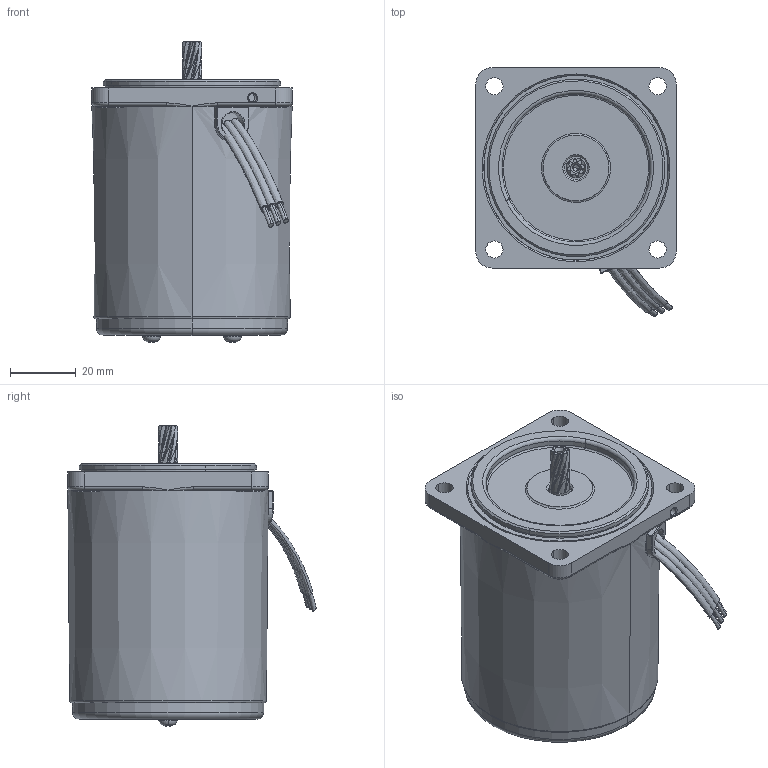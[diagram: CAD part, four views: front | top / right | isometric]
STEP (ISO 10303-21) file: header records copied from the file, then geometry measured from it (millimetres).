
FILE_DESCRIPTION (( 'STEP AP203' ), '1' );
FILE_NAME ('2RK6GN-¡¼-5C111¡¼0000Z0.STEP', '2018-01-02T02:37:45', ( '' ), ( '' ), 'SwSTEP 2.0', 'SolidWorks 2010', '' );
FILE_SCHEMA (( 'CONFIG_CONTROL_DESIGN' ));
Length unit declared in the file: millimetre
Products named in the file (8): C254_Default; 彈簧壓板M2φ32x1t_Default; 2RK6GN-〖-5C111〖0000Z0; M206-RK_Default; 06GN_0成品; 線扣; 出口線-3條; 丸頭十字螺絲M3x6_B18.6.7M - M3 x 0.5 x 8 Type I Cross Recessed PHMS --8C
Assembly tree (8 placements, depth 2):
  2RK6GN-〖-5C111〖0000Z0
    06GN_0成品
    線扣
    M206-RK_Default
    丸頭十字螺絲M3x6_B18.6.7M - M3 x 0.5 x 8 Type I Cross Recessed PHMS --8C  x2
    彈簧壓板M2φ32x1t_Default
    出口線-3條
    C254_Default
Bounding box: 60.8 x 75.35 x 91.16 mm (x, y, z)
Volume: 218756.7 mm3; surface area: 31995.9 mm2
Topology: 10 solids, 10 shells, 378 faces, 934 edges, 581 vertices
Faces by surface type: cylinder 108, plane 98, bspline 92, torus 46, cone 26, sphere 8
Entity records: 15016 total; most frequent: CARTESIAN_POINT 6253, ORIENTED_EDGE 1692, DIRECTION 1605, EDGE_CURVE 846, AXIS2_PLACEMENT_3D 698, VERTEX_POINT 533, CIRCLE 430, EDGE_LOOP 391
